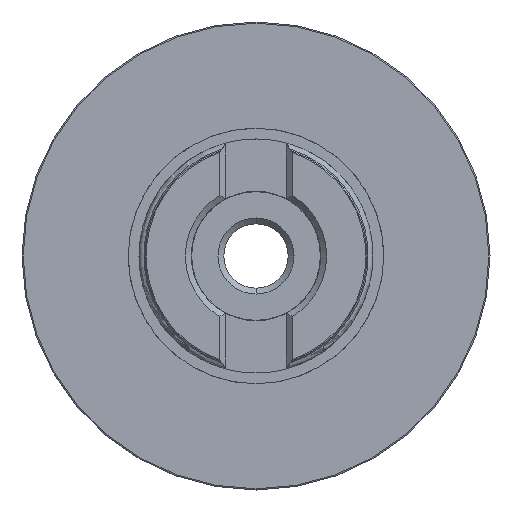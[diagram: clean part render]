
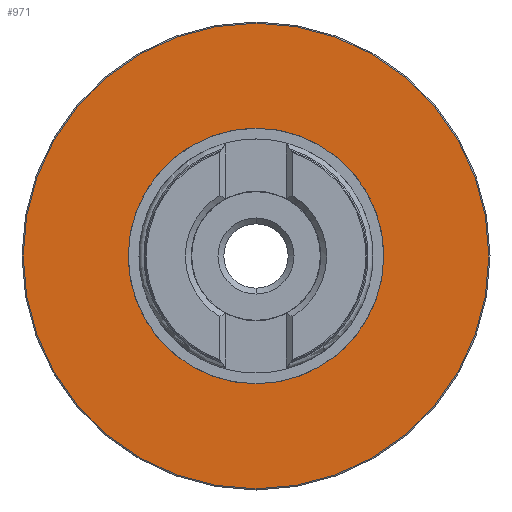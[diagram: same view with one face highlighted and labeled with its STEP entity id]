
A CAD part, left-side view. The second image highlights one B-rep face of the part: STEP entity #971.
In plain terms, the highlighted planar face has unit normal (-1, 0, 0).
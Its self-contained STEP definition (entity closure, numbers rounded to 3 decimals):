
#247 = DIRECTION ( 'NONE',  ( 0., 0., -1. ) ) ;
#299 = DIRECTION ( 'NONE',  ( 1., 0., 0. ) ) ;
#364 = CARTESIAN_POINT ( 'NONE',  ( -2.775, 0., 39.8 ) ) ;
#427 = CARTESIAN_POINT ( 'NONE',  ( -2.775, 0., 0. ) ) ;
#478 = DIRECTION ( 'NONE',  ( 0., 0., -1. ) ) ;
#740 = EDGE_LOOP ( 'NONE', ( #4956, #1520 ) ) ;
#922 = CIRCLE ( 'NONE', #4990, 39.8 ) ;
#971 = ADVANCED_FACE ( 'NONE', ( #5621, #1415 ), #3074, .F. ) ;
#1415 = FACE_BOUND ( 'NONE', #740, .T. ) ;
#1469 = AXIS2_PLACEMENT_3D ( 'NONE', #2021, #2468, #247 ) ;
#1520 = ORIENTED_EDGE ( 'NONE', *, *, #4416, .T. ) ;
#1522 = CIRCLE ( 'NONE', #1788, 39.8 ) ;
#1582 = CIRCLE ( 'NONE', #1469, 21.837 ) ;
#1788 = AXIS2_PLACEMENT_3D ( 'NONE', #2031, #299, #5113 ) ;
#1877 = ORIENTED_EDGE ( 'NONE', *, *, #3052, .F. ) ;
#1946 = EDGE_CURVE ( 'NONE', #4345, #4417, #922, .T. ) ;
#2017 = VERTEX_POINT ( 'NONE', #3073 ) ;
#2021 = CARTESIAN_POINT ( 'NONE',  ( -2.775, 0., 0. ) ) ;
#2031 = CARTESIAN_POINT ( 'NONE',  ( -2.775, 0., 0. ) ) ;
#2073 = CARTESIAN_POINT ( 'NONE',  ( -2.775, 0., -21.837 ) ) ;
#2109 = CARTESIAN_POINT ( 'NONE',  ( -2.775, -39.8, 0. ) ) ;
#2118 = DIRECTION ( 'NONE',  ( 1., 0., 0. ) ) ;
#2150 = AXIS2_PLACEMENT_3D ( 'NONE', #2109, #5193, #2554 ) ;
#2155 = CARTESIAN_POINT ( 'NONE',  ( -2.775, 0., -39.8 ) ) ;
#2188 = DIRECTION ( 'NONE',  ( 0., 0., -1. ) ) ;
#2468 = DIRECTION ( 'NONE',  ( 1., 0., 0. ) ) ;
#2510 = VERTEX_POINT ( 'NONE', #2073 ) ;
#2554 = DIRECTION ( 'NONE',  ( 0., 0., -1. ) ) ;
#2597 = CIRCLE ( 'NONE', #3431, 21.837 ) ;
#3052 = EDGE_CURVE ( 'NONE', #4417, #4345, #1522, .T. ) ;
#3073 = CARTESIAN_POINT ( 'NONE',  ( -2.775, 0., 21.837 ) ) ;
#3074 = PLANE ( 'NONE',  #2150 ) ;
#3431 = AXIS2_PLACEMENT_3D ( 'NONE', #427, #2118, #2188 ) ;
#3490 = EDGE_CURVE ( 'NONE', #2510, #2017, #1582, .T. ) ;
#4345 = VERTEX_POINT ( 'NONE', #364 ) ;
#4384 = ORIENTED_EDGE ( 'NONE', *, *, #1946, .F. ) ;
#4416 = EDGE_CURVE ( 'NONE', #2017, #2510, #2597, .T. ) ;
#4417 = VERTEX_POINT ( 'NONE', #2155 ) ;
#4857 = DIRECTION ( 'NONE',  ( 1., 0., 0. ) ) ;
#4956 = ORIENTED_EDGE ( 'NONE', *, *, #3490, .T. ) ;
#4990 = AXIS2_PLACEMENT_3D ( 'NONE', #5306, #4857, #478 ) ;
#5113 = DIRECTION ( 'NONE',  ( 0., 0., -1. ) ) ;
#5178 = EDGE_LOOP ( 'NONE', ( #1877, #4384 ) ) ;
#5193 = DIRECTION ( 'NONE',  ( 1., 0., 0. ) ) ;
#5306 = CARTESIAN_POINT ( 'NONE',  ( -2.775, 0., 0. ) ) ;
#5621 = FACE_OUTER_BOUND ( 'NONE', #5178, .T. ) ;
